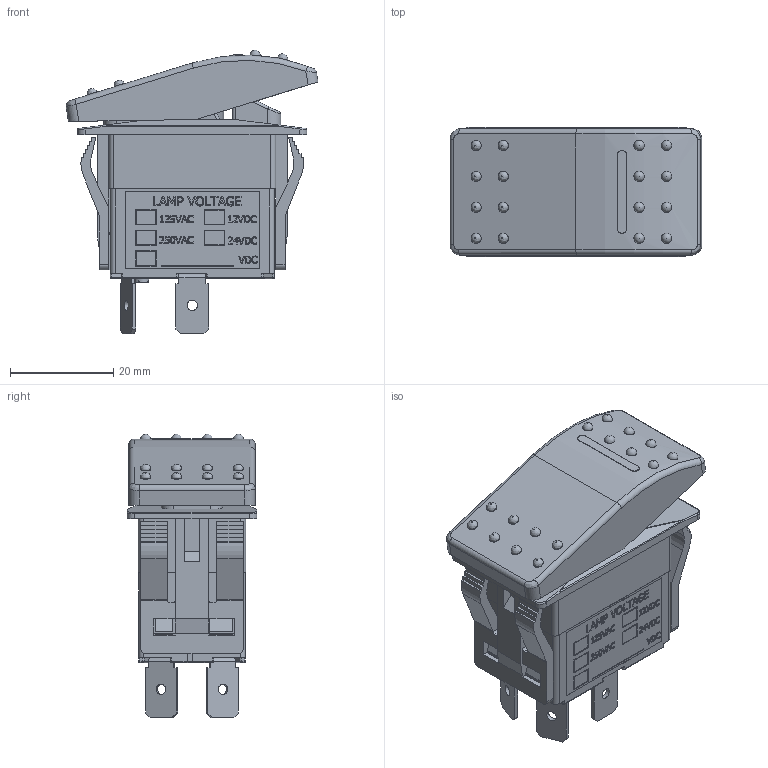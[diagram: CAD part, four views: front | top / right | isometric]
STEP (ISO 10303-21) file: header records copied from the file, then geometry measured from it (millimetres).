
FILE_DESCRIPTION(/* description */ (''),/* implementation_level */ '2;1');
FILE_NAME(/* name */ 'R711FB2-SXXXxxBxNx.stp',/* time_stamp */ '2025-06-02T12:01:04-05:00',/* author */ ('mroman'),/* organization */ (''),/* preprocessor_version */ 'ST-DEVELOPER v18.1',/* originating_system */ 'Autodesk Inventor 2022',/* authorisation */ '');
FILE_SCHEMA (('AUTOMOTIVE_DESIGN { 1 0 10303 214 3 1 1 }'));
Length unit declared in the file: centimetre
Products named in the file (1): R711FB2-SXXXxxBxNx
Bounding box: 48.87 x 25.15 x 54.99 mm (x, y, z)
Volume: 15025.3 mm3; surface area: 17450.8 mm2
Topology: 2 solids, 2 shells, 1505 faces, 4111 edges, 2660 vertices
Faces by surface type: plane 821, bspline 321, cylinder 304, sphere 39, torus 17, cone 3
Full cylindrical faces by diameter (mm): 1 x2, 1.9 x1, 2 x19, 2.8 x3, 5 x2, 6.4 x1, 7 x2
Entity records: 50830 total; most frequent: CARTESIAN_POINT 14408, ORIENTED_EDGE 8156, DIRECTION 6527, EDGE_CURVE 4078, LINE 2663, VECTOR 2663, VERTEX_POINT 2662, AXIS2_PLACEMENT_3D 1932
